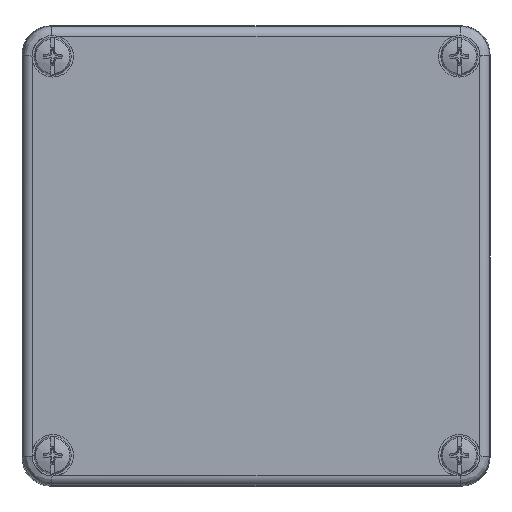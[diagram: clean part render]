
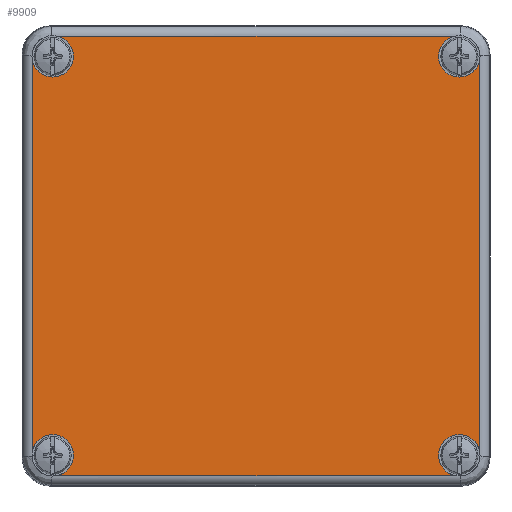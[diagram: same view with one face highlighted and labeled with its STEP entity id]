
A CAD part, top view. The second image highlights one B-rep face of the part: STEP entity #9909.
In plain terms, the highlighted planar face has unit normal (0, 0, 1).
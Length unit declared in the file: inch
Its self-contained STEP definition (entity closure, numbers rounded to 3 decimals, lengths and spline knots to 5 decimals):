
#52 = DIRECTION ( 'NONE',  ( 0., 0., -1. ) ) ;
#301 = AXIS2_PLACEMENT_3D ( 'NONE', #3813, #9219, #3996 ) ;
#486 = DIRECTION ( 'NONE',  ( 0., 0., -1. ) ) ;
#953 = LINE ( 'NONE', #5382, #15513 ) ;
#1156 = CIRCLE ( 'NONE', #301, 0.2126 ) ;
#1439 = CARTESIAN_POINT ( 'NONE',  ( 2.04661, -2.25605, 0.98425 ) ) ;
#1633 = CARTESIAN_POINT ( 'NONE',  ( -2.04661, 2.25605, 0.98425 ) ) ;
#1662 = ORIENTED_EDGE ( 'NONE', *, *, #16879, .T. ) ;
#2258 = CIRCLE ( 'NONE', #5656, 0.2126 ) ;
#2284 = VECTOR ( 'NONE', #9436, 39.37008 ) ;
#2327 = DIRECTION ( 'NONE',  ( 0., 1., 0. ) ) ;
#3401 = VERTEX_POINT ( 'NONE', #3723 ) ;
#3482 = ORIENTED_EDGE ( 'NONE', *, *, #14856, .T. ) ;
#3723 = CARTESIAN_POINT ( 'NONE',  ( -2.29542, -2.00724, 0.98425 ) ) ;
#3740 = EDGE_CURVE ( 'NONE', #11020, #13078, #953, .T. ) ;
#3813 = CARTESIAN_POINT ( 'NONE',  ( 2.08661, 2.04724, 0.98425 ) ) ;
#3943 = EDGE_CURVE ( 'NONE', #13078, #12184, #8553, .T. ) ;
#3951 = CARTESIAN_POINT ( 'NONE',  ( -2.29542, 0., 0.98425 ) ) ;
#3987 = EDGE_CURVE ( 'NONE', #9389, #15926, #5911, .T. ) ;
#3996 = DIRECTION ( 'NONE',  ( 1., 0., 0. ) ) ;
#4166 = DIRECTION ( 'NONE',  ( 1., 0., 0. ) ) ;
#4268 = EDGE_LOOP ( 'NONE', ( #3482, #10496, #7146, #7066, #13308, #8840, #1662, #4337 ) ) ;
#4337 = ORIENTED_EDGE ( 'NONE', *, *, #3987, .T. ) ;
#4908 = LINE ( 'NONE', #8991, #11285 ) ;
#5156 = DIRECTION ( 'NONE',  ( 0., 0., 1. ) ) ;
#5382 = CARTESIAN_POINT ( 'NONE',  ( 0., -2.25605, 0.98425 ) ) ;
#5467 = DIRECTION ( 'NONE',  ( 1., 0., 0. ) ) ;
#5656 = AXIS2_PLACEMENT_3D ( 'NONE', #15222, #11486, #4166 ) ;
#5911 = LINE ( 'NONE', #12714, #13899 ) ;
#6625 = DIRECTION ( 'NONE',  ( 1., 0., 0. ) ) ;
#6658 = CARTESIAN_POINT ( 'NONE',  ( 0., 0., 0.98425 ) ) ;
#6830 = CARTESIAN_POINT ( 'NONE',  ( 2.29542, 2.00724, 0.98425 ) ) ;
#7066 = ORIENTED_EDGE ( 'NONE', *, *, #3740, .T. ) ;
#7146 = ORIENTED_EDGE ( 'NONE', *, *, #10113, .T. ) ;
#8476 = DIRECTION ( 'NONE',  ( 1., 0., 0. ) ) ;
#8553 = CIRCLE ( 'NONE', #11641, 0.2126 ) ;
#8840 = ORIENTED_EDGE ( 'NONE', *, *, #12895, .T. ) ;
#8991 = CARTESIAN_POINT ( 'NONE',  ( 2.29542, 0., 0.98425 ) ) ;
#9139 = FACE_OUTER_BOUND ( 'NONE', #4268, .T. ) ;
#9219 = DIRECTION ( 'NONE',  ( 0., 0., -1. ) ) ;
#9378 = CARTESIAN_POINT ( 'NONE',  ( 2.29542, -2.00724, 0.98425 ) ) ;
#9389 = VERTEX_POINT ( 'NONE', #13826 ) ;
#9436 = DIRECTION ( 'NONE',  ( 0., -1., 0. ) ) ;
#9889 = CARTESIAN_POINT ( 'NONE',  ( -2.08661, 2.04724, 0.98425 ) ) ;
#9909 = ADVANCED_FACE ( 'NONE', ( #9139 ), #17428, .T. ) ;
#10113 = EDGE_CURVE ( 'NONE', #3401, #11020, #2258, .T. ) ;
#10442 = AXIS2_PLACEMENT_3D ( 'NONE', #9889, #486, #8476 ) ;
#10496 = ORIENTED_EDGE ( 'NONE', *, *, #11612, .T. ) ;
#10517 = LINE ( 'NONE', #3951, #2284 ) ;
#10950 = CARTESIAN_POINT ( 'NONE',  ( 2.08661, -2.04724, 0.98425 ) ) ;
#11020 = VERTEX_POINT ( 'NONE', #12766 ) ;
#11284 = CIRCLE ( 'NONE', #10442, 0.2126 ) ;
#11285 = VECTOR ( 'NONE', #2327, 39.37008 ) ;
#11486 = DIRECTION ( 'NONE',  ( 0., 0., -1. ) ) ;
#11612 = EDGE_CURVE ( 'NONE', #11741, #3401, #10517, .T. ) ;
#11641 = AXIS2_PLACEMENT_3D ( 'NONE', #10950, #52, #5467 ) ;
#11741 = VERTEX_POINT ( 'NONE', #12249 ) ;
#11951 = VERTEX_POINT ( 'NONE', #6830 ) ;
#12184 = VERTEX_POINT ( 'NONE', #9378 ) ;
#12249 = CARTESIAN_POINT ( 'NONE',  ( -2.29542, 2.00724, 0.98425 ) ) ;
#12714 = CARTESIAN_POINT ( 'NONE',  ( 0., 2.25605, 0.98425 ) ) ;
#12766 = CARTESIAN_POINT ( 'NONE',  ( -2.04661, -2.25605, 0.98425 ) ) ;
#12895 = EDGE_CURVE ( 'NONE', #12184, #11951, #4908, .T. ) ;
#13078 = VERTEX_POINT ( 'NONE', #1439 ) ;
#13308 = ORIENTED_EDGE ( 'NONE', *, *, #3943, .T. ) ;
#13450 = DIRECTION ( 'NONE',  ( 1., 0., 0. ) ) ;
#13826 = CARTESIAN_POINT ( 'NONE',  ( 2.04661, 2.25605, 0.98425 ) ) ;
#13899 = VECTOR ( 'NONE', #16699, 39.37008 ) ;
#14527 = AXIS2_PLACEMENT_3D ( 'NONE', #6658, #5156, #13450 ) ;
#14856 = EDGE_CURVE ( 'NONE', #15926, #11741, #11284, .T. ) ;
#15222 = CARTESIAN_POINT ( 'NONE',  ( -2.08661, -2.04724, 0.98425 ) ) ;
#15513 = VECTOR ( 'NONE', #6625, 39.37008 ) ;
#15926 = VERTEX_POINT ( 'NONE', #1633 ) ;
#16699 = DIRECTION ( 'NONE',  ( -1., 0., 0. ) ) ;
#16879 = EDGE_CURVE ( 'NONE', #11951, #9389, #1156, .T. ) ;
#17428 = PLANE ( 'NONE',  #14527 ) ;
